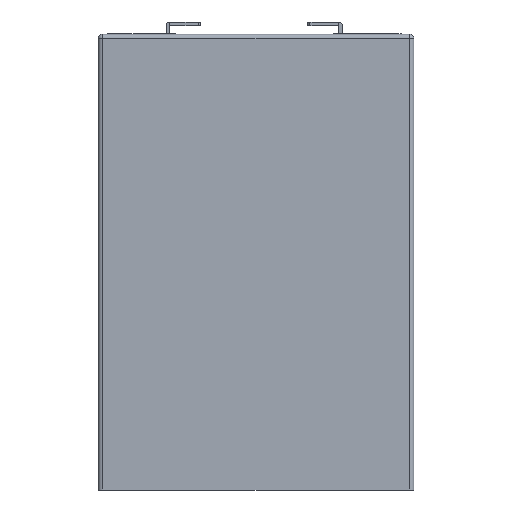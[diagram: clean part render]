
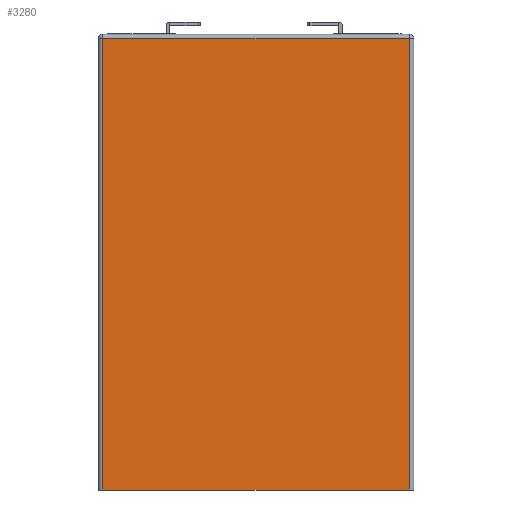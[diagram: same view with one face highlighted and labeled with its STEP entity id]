
A CAD part, front view. The second image highlights one B-rep face of the part: STEP entity #3280.
In plain terms, the highlighted planar face has unit normal (0, -1, 0).
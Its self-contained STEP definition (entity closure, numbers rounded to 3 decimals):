
#2577 = PLANE('',#2578);
#2578 = AXIS2_PLACEMENT_3D('',#2579,#2580,#2581);
#2579 = CARTESIAN_POINT('',(-2.346,-2.011,0.));
#2580 = DIRECTION('',(0.,0.,1.));
#2581 = DIRECTION('',(1.,0.,0.));
#2728 = VERTEX_POINT('',#2729);
#2729 = CARTESIAN_POINT('',(-36.346,-25.511,0.));
#2748 = CYLINDRICAL_SURFACE('',#2749,1.);
#2749 = AXIS2_PLACEMENT_3D('',#2750,#2751,#2752);
#2750 = CARTESIAN_POINT('',(-36.346,-24.511,0.));
#2751 = DIRECTION('',(0.,0.,1.));
#2752 = DIRECTION('',(0.,-1.,0.));
#2760 = EDGE_CURVE('',#2761,#2728,#2763,.T.);
#2761 = VERTEX_POINT('',#2762);
#2762 = CARTESIAN_POINT('',(31.654,-25.511,0.));
#2763 = SURFACE_CURVE('',#2764,(#2768,#2775),.PCURVE_S1.);
#2764 = LINE('',#2765,#2766);
#2765 = CARTESIAN_POINT('',(32.654,-25.511,0.));
#2766 = VECTOR('',#2767,1.);
#2767 = DIRECTION('',(-1.,0.,0.));
#2768 = PCURVE('',#2577,#2769);
#2769 = DEFINITIONAL_REPRESENTATION('',(#2770),#2774);
#2770 = LINE('',#2771,#2772);
#2771 = CARTESIAN_POINT('',(35.,-23.5));
#2772 = VECTOR('',#2773,1.);
#2773 = DIRECTION('',(-1.,0.));
#2774 = ( GEOMETRIC_REPRESENTATION_CONTEXT(2) 
PARAMETRIC_REPRESENTATION_CONTEXT() REPRESENTATION_CONTEXT('2D SPACE',''
  ) );
#2775 = PCURVE('',#2776,#2781);
#2776 = PLANE('',#2777);
#2777 = AXIS2_PLACEMENT_3D('',#2778,#2779,#2780);
#2778 = CARTESIAN_POINT('',(32.654,-25.511,0.));
#2779 = DIRECTION('',(0.,-1.,0.));
#2780 = DIRECTION('',(-1.,0.,0.));
#2781 = DEFINITIONAL_REPRESENTATION('',(#2782),#2786);
#2782 = LINE('',#2783,#2784);
#2783 = CARTESIAN_POINT('',(0.,-0.));
#2784 = VECTOR('',#2785,1.);
#2785 = DIRECTION('',(1.,0.));
#2786 = ( GEOMETRIC_REPRESENTATION_CONTEXT(2) 
PARAMETRIC_REPRESENTATION_CONTEXT() REPRESENTATION_CONTEXT('2D SPACE',''
  ) );
#2809 = CYLINDRICAL_SURFACE('',#2810,1.);
#2810 = AXIS2_PLACEMENT_3D('',#2811,#2812,#2813);
#2811 = CARTESIAN_POINT('',(31.654,-24.511,0.));
#2812 = DIRECTION('',(0.,0.,1.));
#2813 = DIRECTION('',(1.,0.,0.));
#3177 = VERTEX_POINT('',#3178);
#3178 = CARTESIAN_POINT('',(-36.346,-25.511,100.));
#3205 = EDGE_CURVE('',#2728,#3177,#3206,.T.);
#3206 = SURFACE_CURVE('',#3207,(#3211,#3218),.PCURVE_S1.);
#3207 = LINE('',#3208,#3209);
#3208 = CARTESIAN_POINT('',(-36.346,-25.511,0.));
#3209 = VECTOR('',#3210,1.);
#3210 = DIRECTION('',(0.,0.,1.));
#3211 = PCURVE('',#2748,#3212);
#3212 = DEFINITIONAL_REPRESENTATION('',(#3213),#3217);
#3213 = LINE('',#3214,#3215);
#3214 = CARTESIAN_POINT('',(-0.,0.));
#3215 = VECTOR('',#3216,1.);
#3216 = DIRECTION('',(-0.,1.));
#3217 = ( GEOMETRIC_REPRESENTATION_CONTEXT(2) 
PARAMETRIC_REPRESENTATION_CONTEXT() REPRESENTATION_CONTEXT('2D SPACE',''
  ) );
#3218 = PCURVE('',#2776,#3219);
#3219 = DEFINITIONAL_REPRESENTATION('',(#3220),#3224);
#3220 = LINE('',#3221,#3222);
#3221 = CARTESIAN_POINT('',(69.,0.));
#3222 = VECTOR('',#3223,1.);
#3223 = DIRECTION('',(0.,-1.));
#3224 = ( GEOMETRIC_REPRESENTATION_CONTEXT(2) 
PARAMETRIC_REPRESENTATION_CONTEXT() REPRESENTATION_CONTEXT('2D SPACE',''
  ) );
#3230 = EDGE_CURVE('',#2761,#3231,#3233,.T.);
#3231 = VERTEX_POINT('',#3232);
#3232 = CARTESIAN_POINT('',(31.654,-25.511,100.));
#3233 = SURFACE_CURVE('',#3234,(#3238,#3245),.PCURVE_S1.);
#3234 = LINE('',#3235,#3236);
#3235 = CARTESIAN_POINT('',(31.654,-25.511,0.));
#3236 = VECTOR('',#3237,1.);
#3237 = DIRECTION('',(0.,0.,1.));
#3238 = PCURVE('',#2809,#3239);
#3239 = DEFINITIONAL_REPRESENTATION('',(#3240),#3244);
#3240 = LINE('',#3241,#3242);
#3241 = CARTESIAN_POINT('',(-1.571,0.));
#3242 = VECTOR('',#3243,1.);
#3243 = DIRECTION('',(-0.,1.));
#3244 = ( GEOMETRIC_REPRESENTATION_CONTEXT(2) 
PARAMETRIC_REPRESENTATION_CONTEXT() REPRESENTATION_CONTEXT('2D SPACE',''
  ) );
#3245 = PCURVE('',#2776,#3246);
#3246 = DEFINITIONAL_REPRESENTATION('',(#3247),#3251);
#3247 = LINE('',#3248,#3249);
#3248 = CARTESIAN_POINT('',(1.,0.));
#3249 = VECTOR('',#3250,1.);
#3250 = DIRECTION('',(0.,-1.));
#3251 = ( GEOMETRIC_REPRESENTATION_CONTEXT(2) 
PARAMETRIC_REPRESENTATION_CONTEXT() REPRESENTATION_CONTEXT('2D SPACE',''
  ) );
#3280 = ADVANCED_FACE('',(#3281),#2776,.T.);
#3281 = FACE_BOUND('',#3282,.T.);
#3282 = EDGE_LOOP('',(#3283,#3284,#3285,#3311));
#3283 = ORIENTED_EDGE('',*,*,#2760,.F.);
#3284 = ORIENTED_EDGE('',*,*,#3230,.T.);
#3285 = ORIENTED_EDGE('',*,*,#3286,.T.);
#3286 = EDGE_CURVE('',#3231,#3177,#3287,.T.);
#3287 = SURFACE_CURVE('',#3288,(#3292,#3299),.PCURVE_S1.);
#3288 = LINE('',#3289,#3290);
#3289 = CARTESIAN_POINT('',(32.654,-25.511,100.));
#3290 = VECTOR('',#3291,1.);
#3291 = DIRECTION('',(-1.,0.,0.));
#3292 = PCURVE('',#2776,#3293);
#3293 = DEFINITIONAL_REPRESENTATION('',(#3294),#3298);
#3294 = LINE('',#3295,#3296);
#3295 = CARTESIAN_POINT('',(0.,-100.));
#3296 = VECTOR('',#3297,1.);
#3297 = DIRECTION('',(1.,0.));
#3298 = ( GEOMETRIC_REPRESENTATION_CONTEXT(2) 
PARAMETRIC_REPRESENTATION_CONTEXT() REPRESENTATION_CONTEXT('2D SPACE',''
  ) );
#3299 = PCURVE('',#3300,#3305);
#3300 = CYLINDRICAL_SURFACE('',#3301,1.);
#3301 = AXIS2_PLACEMENT_3D('',#3302,#3303,#3304);
#3302 = CARTESIAN_POINT('',(32.654,-24.511,100.));
#3303 = DIRECTION('',(-1.,0.,0.));
#3304 = DIRECTION('',(0.,-1.,0.));
#3305 = DEFINITIONAL_REPRESENTATION('',(#3306),#3310);
#3306 = LINE('',#3307,#3308);
#3307 = CARTESIAN_POINT('',(0.,0.));
#3308 = VECTOR('',#3309,1.);
#3309 = DIRECTION('',(0.,1.));
#3310 = ( GEOMETRIC_REPRESENTATION_CONTEXT(2) 
PARAMETRIC_REPRESENTATION_CONTEXT() REPRESENTATION_CONTEXT('2D SPACE',''
  ) );
#3311 = ORIENTED_EDGE('',*,*,#3205,.F.);
